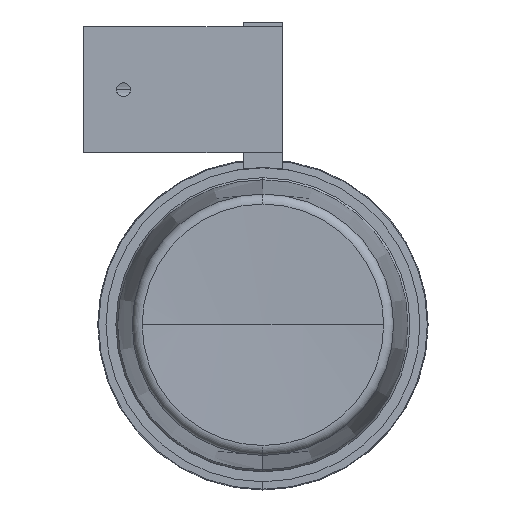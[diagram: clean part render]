
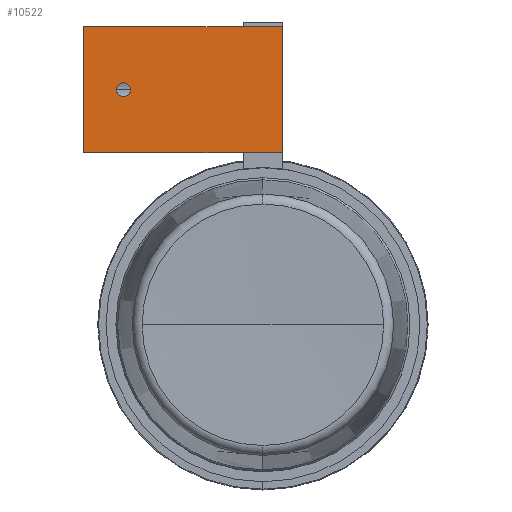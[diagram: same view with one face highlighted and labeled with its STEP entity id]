
A CAD part, front view. The second image highlights one B-rep face of the part: STEP entity #10522.
In plain terms, the highlighted face is planar.
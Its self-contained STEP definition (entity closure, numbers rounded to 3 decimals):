
#175 = ORIENTED_EDGE ( 'NONE', *, *, #6171, .F. ) ;
#594 = CARTESIAN_POINT ( 'NONE',  ( 38., -60., 0. ) ) ;
#642 = FACE_OUTER_BOUND ( 'NONE', #13430, .T. ) ;
#714 = ORIENTED_EDGE ( 'NONE', *, *, #2944, .F. ) ;
#1311 = EDGE_LOOP ( 'NONE', ( #12713, #3343 ) ) ;
#1553 = DIRECTION ( 'NONE',  ( 1., 0., 0. ) ) ;
#1977 = CARTESIAN_POINT ( 'NONE',  ( 19., -48., 0. ) ) ;
#2298 = CARTESIAN_POINT ( 'NONE',  ( 38., 0., 0. ) ) ;
#2309 = EDGE_CURVE ( 'NONE', #5355, #12017, #8689, .T. ) ;
#2561 = LINE ( 'NONE', #10826, #3275 ) ;
#2685 = LINE ( 'NONE', #6937, #9382 ) ;
#2944 = EDGE_CURVE ( 'NONE', #4826, #7115, #13083, .T. ) ;
#3275 = VECTOR ( 'NONE', #4507, 1000. ) ;
#3343 = ORIENTED_EDGE ( 'NONE', *, *, #2309, .F. ) ;
#3942 = DIRECTION ( 'NONE',  ( 0., -1., 0. ) ) ;
#4072 = DIRECTION ( 'NONE',  ( 0., 0., -1. ) ) ;
#4322 = DIRECTION ( 'NONE',  ( 0., 1., 0. ) ) ;
#4355 = AXIS2_PLACEMENT_3D ( 'NONE', #8080, #4880, #1553 ) ;
#4391 = EDGE_CURVE ( 'NONE', #9063, #9457, #2685, .T. ) ;
#4507 = DIRECTION ( 'NONE',  ( -1., 0., 0. ) ) ;
#4818 = CARTESIAN_POINT ( 'NONE',  ( 0., -60., 0. ) ) ;
#4826 = VERTEX_POINT ( 'NONE', #594 ) ;
#4880 = DIRECTION ( 'NONE',  ( 0., 0., 1. ) ) ;
#5355 = VERTEX_POINT ( 'NONE', #9781 ) ;
#5687 = CIRCLE ( 'NONE', #10778, 2.1 ) ;
#5789 = FACE_BOUND ( 'NONE', #1311, .T. ) ;
#6111 = CARTESIAN_POINT ( 'NONE',  ( 0., -60., 0. ) ) ;
#6171 = EDGE_CURVE ( 'NONE', #9457, #4826, #13432, .T. ) ;
#6431 = DIRECTION ( 'NONE',  ( -1., 0., 0. ) ) ;
#6657 = VECTOR ( 'NONE', #12178, 1000. ) ;
#6937 = CARTESIAN_POINT ( 'NONE',  ( 0., 0., 0. ) ) ;
#7115 = VERTEX_POINT ( 'NONE', #13713 ) ;
#7394 = ORIENTED_EDGE ( 'NONE', *, *, #4391, .F. ) ;
#7648 = CARTESIAN_POINT ( 'NONE',  ( 16.9, -48., 0. ) ) ;
#8080 = CARTESIAN_POINT ( 'NONE',  ( 0., -60., 0. ) ) ;
#8689 = CIRCLE ( 'NONE', #10239, 2.1 ) ;
#9063 = VERTEX_POINT ( 'NONE', #11134 ) ;
#9382 = VECTOR ( 'NONE', #3942, 1000. ) ;
#9457 = VERTEX_POINT ( 'NONE', #6111 ) ;
#9781 = CARTESIAN_POINT ( 'NONE',  ( 21.1, -48., 0. ) ) ;
#9818 = VECTOR ( 'NONE', #4322, 1000. ) ;
#9891 = EDGE_CURVE ( 'NONE', #12017, #5355, #5687, .T. ) ;
#10016 = PLANE ( 'NONE',  #4355 ) ;
#10239 = AXIS2_PLACEMENT_3D ( 'NONE', #11631, #4072, #6431 ) ;
#10336 = ORIENTED_EDGE ( 'NONE', *, *, #11963, .F. ) ;
#10522 = ADVANCED_FACE ( 'NONE', ( #5789, #642 ), #10016, .F. ) ;
#10587 = DIRECTION ( 'NONE',  ( -1., 0., 0. ) ) ;
#10778 = AXIS2_PLACEMENT_3D ( 'NONE', #1977, #12748, #10587 ) ;
#10826 = CARTESIAN_POINT ( 'NONE',  ( 0., 0., 0. ) ) ;
#11134 = CARTESIAN_POINT ( 'NONE',  ( 0., 0., 0. ) ) ;
#11631 = CARTESIAN_POINT ( 'NONE',  ( 19., -48., 0. ) ) ;
#11963 = EDGE_CURVE ( 'NONE', #7115, #9063, #2561, .T. ) ;
#12017 = VERTEX_POINT ( 'NONE', #7648 ) ;
#12178 = DIRECTION ( 'NONE',  ( 1., 0., 0. ) ) ;
#12713 = ORIENTED_EDGE ( 'NONE', *, *, #9891, .F. ) ;
#12748 = DIRECTION ( 'NONE',  ( 0., 0., -1. ) ) ;
#13083 = LINE ( 'NONE', #2298, #9818 ) ;
#13430 = EDGE_LOOP ( 'NONE', ( #7394, #10336, #714, #175 ) ) ;
#13432 = LINE ( 'NONE', #4818, #6657 ) ;
#13713 = CARTESIAN_POINT ( 'NONE',  ( 38., 0., 0. ) ) ;
